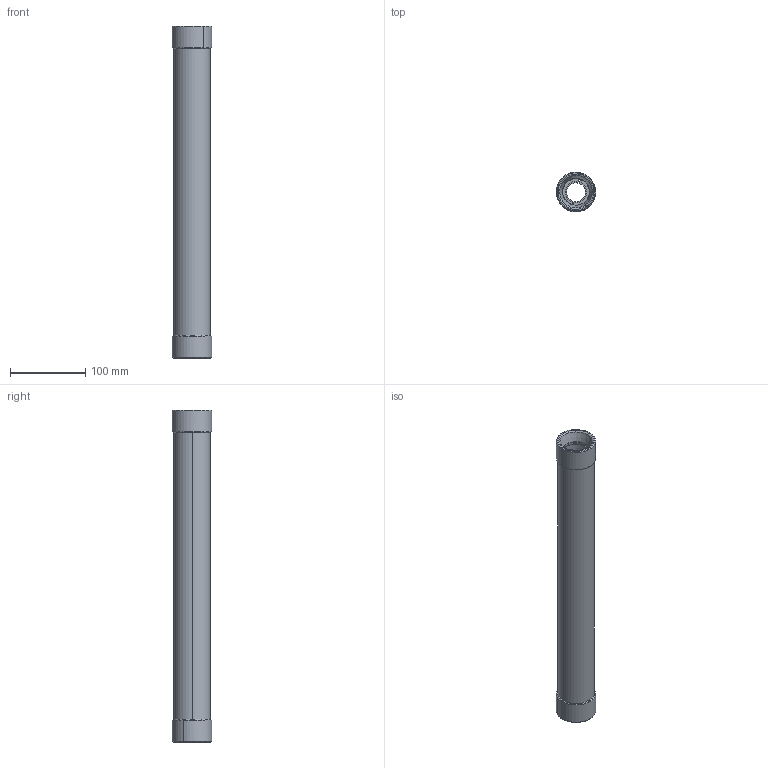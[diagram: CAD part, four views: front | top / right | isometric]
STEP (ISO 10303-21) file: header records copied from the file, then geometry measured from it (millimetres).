
FILE_DESCRIPTION (( 'STEP AP203' ), '1' );
FILE_NAME ('P8220-4.STEP', '2019-01-03T08:56:15', ( '' ), ( '' ), 'SwSTEP 2.0', 'SolidWorks 2017', '' );
FILE_SCHEMA (( 'CONFIG_CONTROL_DESIGN' ));
Length unit declared in the file: millimetre
Products named in the file (1): P8220-4
Bounding box: 51.88 x 51.88 x 440 mm (x, y, z)
Volume: 173752.5 mm3; surface area: 158641.6 mm2
Topology: 7 solids, 7 shells, 140 faces, 335 edges, 211 vertices
Faces by surface type: cylinder 56, plane 40, torus 24, cone 18, bspline 2
Entity records: 6779 total; most frequent: CARTESIAN_POINT 3321, DIRECTION 778, ORIENTED_EDGE 670, EDGE_CURVE 335, AXIS2_PLACEMENT_3D 318, VERTEX_POINT 211, CIRCLE 179, EDGE_LOOP 150
